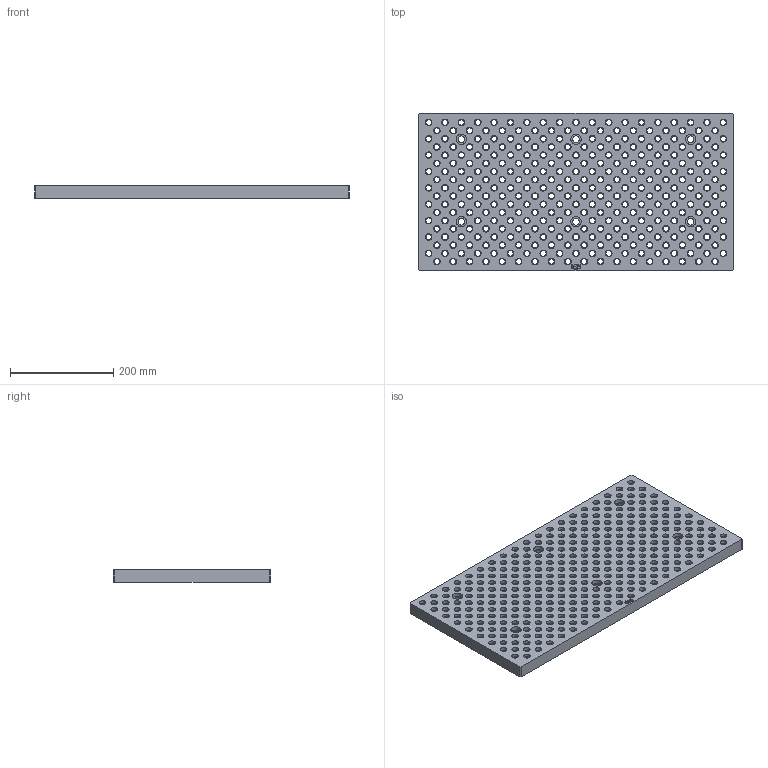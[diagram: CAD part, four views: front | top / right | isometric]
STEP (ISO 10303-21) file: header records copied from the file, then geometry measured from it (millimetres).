
FILE_DESCRIPTION(/* description */ (''),/* implementation_level */ '2;1');
FILE_NAME(/* name */ 'SYIL X5 Fixture Tooling Plate.step',/* time_stamp */ '2024-02-12T13:16:39-05:00',/* author */ (''),/* organization */ (''),/* preprocessor_version */ 'ST-DEVELOPER v20',/* originating_system */ 'Autodesk Translation Framework v12.20.1.177',/* authorisation */ '');
FILE_SCHEMA (('AUTOMOTIVE_DESIGN { 1 0 10303 214 3 1 1 }'));
Length unit declared in the file: inch
Products named in the file (1): INCH Plate
Bounding box: 609.6 x 304.8 x 24.13 mm (x, y, z)
Volume: 3658620.5 mm3; surface area: 641564.3 mm2
Topology: 1 solids, 1 shells, 1106 faces, 2301 edges, 1534 vertices
Faces by surface type: cylinder 675, plane 350, bspline 81
Full cylindrical faces by diameter (mm): 10.808 x327, 12.713 x327, 13.081 x6, 19.939 x6
Entity records: 33117 total; most frequent: CARTESIAN_POINT 7333, DIRECTION 5473, ORIENTED_EDGE 4602, AXIS2_PLACEMENT_3D 2376, EDGE_CURVE 2301, EDGE_LOOP 2109, VERTEX_POINT 1534, CIRCLE 1350
